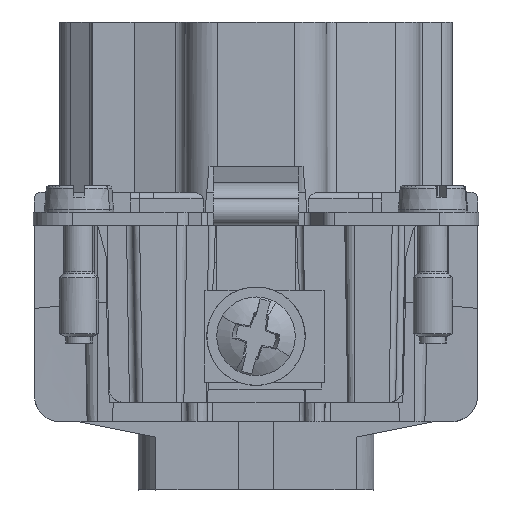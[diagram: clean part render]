
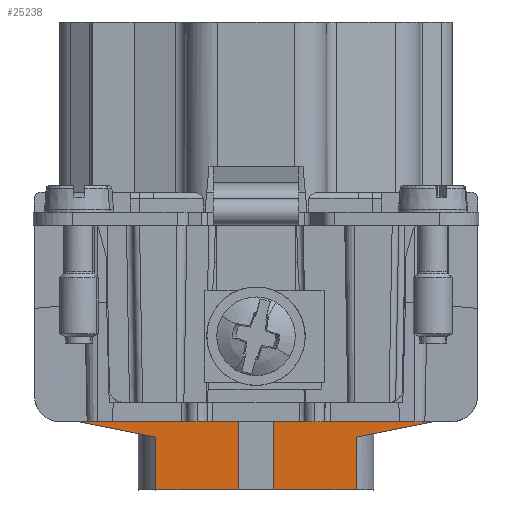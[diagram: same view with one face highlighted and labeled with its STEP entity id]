
A CAD part, front view. The second image highlights one B-rep face of the part: STEP entity #25238.
In plain terms, the highlighted planar face has unit normal (0, -1, 0).
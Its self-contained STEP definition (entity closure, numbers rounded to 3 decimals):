
#25046=AXIS2_PLACEMENT_3D('Plane Axis2P3D',#25043,#25044,#25045) ;
#25057=AXIS2_PLACEMENT_3D('Circle Axis2P3D',#25055,#25056,$) ;
#25085=AXIS2_PLACEMENT_3D('Circle Axis2P3D',#25083,#25084,$) ;
#20734=CARTESIAN_POINT('Vertex',(3.778,15.25,6.2)) ;
#20754=CARTESIAN_POINT('Line Origine',(17.,15.25,6.2)) ;
#20758=CARTESIAN_POINT('Vertex',(30.222,15.25,6.2)) ;
#25043=CARTESIAN_POINT('Axis2P3D Location',(17.,15.25,20.2)) ;
#25048=CARTESIAN_POINT('Line Origine',(3.701,15.25,6.2)) ;
#25052=CARTESIAN_POINT('Vertex',(3.624,15.25,6.2)) ;
#25055=CARTESIAN_POINT('Axis2P3D Location',(3.624,15.25,8.2)) ;
#25059=CARTESIAN_POINT('Vertex',(1.624,15.25,8.2)) ;
#25062=CARTESIAN_POINT('Line Origine',(1.624,15.25,11.75)) ;
#25066=CARTESIAN_POINT('Vertex',(1.624,15.25,15.3)) ;
#25069=CARTESIAN_POINT('Line Origine',(1.062,15.25,15.3)) ;
#25073=CARTESIAN_POINT('Vertex',(0.5,15.25,15.3)) ;
#25076=CARTESIAN_POINT('Line Origine',(0.55,15.25,11.729)) ;
#25080=CARTESIAN_POINT('Vertex',(0.601,15.25,8.158)) ;
#25083=CARTESIAN_POINT('Axis2P3D Location',(3.6,15.25,8.2)) ;
#25087=CARTESIAN_POINT('Vertex',(3.53,15.25,5.201)) ;
#25090=CARTESIAN_POINT('Line Origine',(6.446,15.25,4.616)) ;
#25094=CARTESIAN_POINT('Vertex',(9.362,15.25,4.03)) ;
#25097=CARTESIAN_POINT('Line Origine',(9.362,15.25,2.015)) ;
#25101=CARTESIAN_POINT('Vertex',(9.362,15.25,0.)) ;
#25104=CARTESIAN_POINT('Line Origine',(12.508,15.25,0.)) ;
#25108=CARTESIAN_POINT('Vertex',(15.653,15.25,0.)) ;
#25111=CARTESIAN_POINT('Line Origine',(15.653,15.25,2.618)) ;
#25115=CARTESIAN_POINT('Vertex',(15.653,15.25,5.236)) ;
#25118=CARTESIAN_POINT('Line Origine',(17.,15.25,5.236)) ;
#25122=CARTESIAN_POINT('Vertex',(18.347,15.25,5.236)) ;
#25125=CARTESIAN_POINT('Line Origine',(18.347,15.25,2.618)) ;
#25129=CARTESIAN_POINT('Vertex',(18.347,15.25,0.)) ;
#25132=CARTESIAN_POINT('Line Origine',(21.492,15.25,0.)) ;
#25136=CARTESIAN_POINT('Vertex',(24.638,15.25,0.)) ;
#25139=CARTESIAN_POINT('Line Origine',(24.638,15.25,2.015)) ;
#25143=CARTESIAN_POINT('Vertex',(24.638,15.25,4.03)) ;
#25146=CARTESIAN_POINT('Line Origine',(27.554,15.25,4.616)) ;
#25150=CARTESIAN_POINT('Vertex',(30.47,15.25,5.201)) ;
#25154=CARTESIAN_POINT('Control Point',(30.47,15.25,5.201)) ;
#25155=CARTESIAN_POINT('Control Point',(30.809,15.25,5.209)) ;
#25156=CARTESIAN_POINT('Control Point',(31.147,15.25,5.265)) ;
#25157=CARTESIAN_POINT('Control Point',(31.476,15.25,5.368)) ;
#25158=CARTESIAN_POINT('Control Point',(32.093,15.25,5.666)) ;
#25159=CARTESIAN_POINT('Control Point',(32.604,15.25,6.123)) ;
#25160=CARTESIAN_POINT('Control Point',(32.826,15.25,6.386)) ;
#25161=CARTESIAN_POINT('Control Point',(33.135,15.25,6.884)) ;
#25162=CARTESIAN_POINT('Control Point',(33.317,15.25,7.439)) ;
#25163=CARTESIAN_POINT('Control Point',(33.368,15.25,7.676)) ;
#25164=CARTESIAN_POINT('Control Point',(33.396,15.25,7.917)) ;
#25165=CARTESIAN_POINT('Control Point',(33.399,15.25,8.158)) ;
#25166=CARTESIAN_POINT('Vertex',(33.399,15.25,8.158)) ;
#25169=CARTESIAN_POINT('Line Origine',(33.45,15.25,11.729)) ;
#25173=CARTESIAN_POINT('Vertex',(33.5,15.25,15.3)) ;
#25176=CARTESIAN_POINT('Line Origine',(32.938,15.25,15.3)) ;
#25180=CARTESIAN_POINT('Vertex',(32.376,15.25,15.3)) ;
#25183=CARTESIAN_POINT('Line Origine',(32.376,15.25,11.75)) ;
#25187=CARTESIAN_POINT('Vertex',(32.376,15.25,8.2)) ;
#25191=CARTESIAN_POINT('Control Point',(30.376,15.25,6.2)) ;
#25192=CARTESIAN_POINT('Control Point',(30.584,15.25,6.2)) ;
#25193=CARTESIAN_POINT('Control Point',(30.792,15.25,6.227)) ;
#25194=CARTESIAN_POINT('Control Point',(30.995,15.25,6.281)) ;
#25195=CARTESIAN_POINT('Control Point',(31.382,15.25,6.441)) ;
#25196=CARTESIAN_POINT('Control Point',(31.717,15.25,6.694)) ;
#25197=CARTESIAN_POINT('Control Point',(31.866,15.25,6.842)) ;
#25198=CARTESIAN_POINT('Control Point',(32.123,15.25,7.173)) ;
#25199=CARTESIAN_POINT('Control Point',(32.287,15.25,7.558)) ;
#25200=CARTESIAN_POINT('Control Point',(32.344,15.25,7.761)) ;
#25201=CARTESIAN_POINT('Control Point',(32.374,15.25,7.973)) ;
#25202=CARTESIAN_POINT('Control Point',(32.376,15.25,8.186)) ;
#25203=CARTESIAN_POINT('Control Point',(32.376,15.25,8.19)) ;
#25204=CARTESIAN_POINT('Control Point',(32.376,15.25,8.195)) ;
#25205=CARTESIAN_POINT('Control Point',(32.376,15.25,8.2)) ;
#25206=CARTESIAN_POINT('Vertex',(30.376,15.25,6.2)) ;
#25209=CARTESIAN_POINT('Line Origine',(30.299,15.25,6.2)) ;
#20755=DIRECTION('Vector Direction',(-1.,0.,0.)) ;
#25044=DIRECTION('Axis2P3D Direction',(0.,1.,0.)) ;
#25045=DIRECTION('Axis2P3D XDirection',(1.,0.,0.)) ;
#25049=DIRECTION('Vector Direction',(-1.,0.,0.)) ;
#25056=DIRECTION('Axis2P3D Direction',(0.,1.,0.)) ;
#25063=DIRECTION('Vector Direction',(0.,0.,-1.)) ;
#25070=DIRECTION('Vector Direction',(-1.,0.,0.)) ;
#25077=DIRECTION('Vector Direction',(-0.014,0.,1.)) ;
#25084=DIRECTION('Axis2P3D Direction',(0.,1.,0.)) ;
#25091=DIRECTION('Vector Direction',(-0.98,0.,0.197)) ;
#25098=DIRECTION('Vector Direction',(0.,0.,-1.)) ;
#25105=DIRECTION('Vector Direction',(1.,0.,0.)) ;
#25112=DIRECTION('Vector Direction',(0.,0.,-1.)) ;
#25119=DIRECTION('Vector Direction',(1.,0.,0.)) ;
#25126=DIRECTION('Vector Direction',(0.,0.,-1.)) ;
#25133=DIRECTION('Vector Direction',(1.,0.,0.)) ;
#25140=DIRECTION('Vector Direction',(0.,0.,1.)) ;
#25147=DIRECTION('Vector Direction',(0.98,0.,0.197)) ;
#25170=DIRECTION('Vector Direction',(0.014,0.,1.)) ;
#25177=DIRECTION('Vector Direction',(1.,0.,0.)) ;
#25184=DIRECTION('Vector Direction',(0.,0.,-1.)) ;
#25210=DIRECTION('Vector Direction',(-1.,0.,0.)) ;
#20756=VECTOR('Line Direction',#20755,1.) ;
#25050=VECTOR('Line Direction',#25049,1.) ;
#25064=VECTOR('Line Direction',#25063,1.) ;
#25071=VECTOR('Line Direction',#25070,1.) ;
#25078=VECTOR('Line Direction',#25077,1.) ;
#25092=VECTOR('Line Direction',#25091,1.) ;
#25099=VECTOR('Line Direction',#25098,1.) ;
#25106=VECTOR('Line Direction',#25105,1.) ;
#25113=VECTOR('Line Direction',#25112,1.) ;
#25120=VECTOR('Line Direction',#25119,1.) ;
#25127=VECTOR('Line Direction',#25126,1.) ;
#25134=VECTOR('Line Direction',#25133,1.) ;
#25141=VECTOR('Line Direction',#25140,1.) ;
#25148=VECTOR('Line Direction',#25147,1.) ;
#25171=VECTOR('Line Direction',#25170,1.) ;
#25178=VECTOR('Line Direction',#25177,1.) ;
#25185=VECTOR('Line Direction',#25184,1.) ;
#25211=VECTOR('Line Direction',#25210,1.) ;
#25215=ORIENTED_EDGE('',*,*,#20760,.F.) ;
#25216=ORIENTED_EDGE('',*,*,#25054,.T.) ;
#25217=ORIENTED_EDGE('',*,*,#25061,.F.) ;
#25218=ORIENTED_EDGE('',*,*,#25068,.F.) ;
#25219=ORIENTED_EDGE('',*,*,#25075,.F.) ;
#25220=ORIENTED_EDGE('',*,*,#25082,.F.) ;
#25221=ORIENTED_EDGE('',*,*,#25089,.F.) ;
#25222=ORIENTED_EDGE('',*,*,#25096,.F.) ;
#25223=ORIENTED_EDGE('',*,*,#25103,.T.) ;
#25224=ORIENTED_EDGE('',*,*,#25110,.T.) ;
#25225=ORIENTED_EDGE('',*,*,#25117,.T.) ;
#25226=ORIENTED_EDGE('',*,*,#25124,.F.) ;
#25227=ORIENTED_EDGE('',*,*,#25131,.T.) ;
#25228=ORIENTED_EDGE('',*,*,#25138,.T.) ;
#25229=ORIENTED_EDGE('',*,*,#25145,.T.) ;
#25230=ORIENTED_EDGE('',*,*,#25152,.T.) ;
#25231=ORIENTED_EDGE('',*,*,#25168,.T.) ;
#25232=ORIENTED_EDGE('',*,*,#25175,.T.) ;
#25233=ORIENTED_EDGE('',*,*,#25182,.T.) ;
#25234=ORIENTED_EDGE('',*,*,#25189,.T.) ;
#25235=ORIENTED_EDGE('',*,*,#25208,.T.) ;
#25236=ORIENTED_EDGE('',*,*,#25213,.F.) ;
#25238=ADVANCED_FACE('Hauptk\X2\00F6\X0\rper',(#25237),#25047,.F.) ;
#25153=B_SPLINE_CURVE_WITH_KNOTS('',5,(#25154,#25155,#25156,#25157,#25158,#25159,#25160,#25161,#25162,#25163,#25164,#25165),.UNSPECIFIED.,.F.,.U.,(6,3,3,6),(0.,2.4,4.8,6.505),.UNSPECIFIED.) ;
#25190=B_SPLINE_CURVE_WITH_KNOTS('',5,(#25191,#25192,#25193,#25194,#25195,#25196,#25197,#25198,#25199,#25200,#25201,#25202,#25203,#25204,#25205),.UNSPECIFIED.,.F.,.U.,(6,3,3,3,6),(0.,1.47,2.939,4.409,4.443),.UNSPECIFIED.) ;
#25058=CIRCLE('generated circle',#25057,2.) ;
#25086=CIRCLE('generated circle',#25085,3.) ;
#20760=EDGE_CURVE('',#20735,#20759,#20757,.F.) ;
#25054=EDGE_CURVE('',#20735,#25053,#25051,.T.) ;
#25061=EDGE_CURVE('',#25060,#25053,#25058,.F.) ;
#25068=EDGE_CURVE('',#25067,#25060,#25065,.T.) ;
#25075=EDGE_CURVE('',#25074,#25067,#25072,.F.) ;
#25082=EDGE_CURVE('',#25081,#25074,#25079,.T.) ;
#25089=EDGE_CURVE('',#25088,#25081,#25086,.T.) ;
#25096=EDGE_CURVE('',#25095,#25088,#25093,.T.) ;
#25103=EDGE_CURVE('',#25095,#25102,#25100,.T.) ;
#25110=EDGE_CURVE('',#25102,#25109,#25107,.T.) ;
#25117=EDGE_CURVE('',#25109,#25116,#25114,.F.) ;
#25124=EDGE_CURVE('',#25123,#25116,#25121,.F.) ;
#25131=EDGE_CURVE('',#25123,#25130,#25128,.T.) ;
#25138=EDGE_CURVE('',#25130,#25137,#25135,.T.) ;
#25145=EDGE_CURVE('',#25137,#25144,#25142,.T.) ;
#25152=EDGE_CURVE('',#25144,#25151,#25149,.T.) ;
#25168=EDGE_CURVE('',#25151,#25167,#25153,.T.) ;
#25175=EDGE_CURVE('',#25167,#25174,#25172,.T.) ;
#25182=EDGE_CURVE('',#25174,#25181,#25179,.F.) ;
#25189=EDGE_CURVE('',#25181,#25188,#25186,.T.) ;
#25208=EDGE_CURVE('',#25188,#25207,#25190,.F.) ;
#25213=EDGE_CURVE('',#20759,#25207,#25212,.F.) ;
#25214=EDGE_LOOP('',(#25215,#25216,#25217,#25218,#25219,#25220,#25221,#25222,#25223,#25224,#25225,#25226,#25227,#25228,#25229,#25230,#25231,#25232,#25233,#25234,#25235,#25236)) ;
#25237=FACE_OUTER_BOUND('',#25214,.T.) ;
#20757=LINE('Line',#20754,#20756) ;
#25051=LINE('Line',#25048,#25050) ;
#25065=LINE('Line',#25062,#25064) ;
#25072=LINE('Line',#25069,#25071) ;
#25079=LINE('Line',#25076,#25078) ;
#25093=LINE('Line',#25090,#25092) ;
#25100=LINE('Line',#25097,#25099) ;
#25107=LINE('Line',#25104,#25106) ;
#25114=LINE('Line',#25111,#25113) ;
#25121=LINE('Line',#25118,#25120) ;
#25128=LINE('Line',#25125,#25127) ;
#25135=LINE('Line',#25132,#25134) ;
#25142=LINE('Line',#25139,#25141) ;
#25149=LINE('Line',#25146,#25148) ;
#25172=LINE('Line',#25169,#25171) ;
#25179=LINE('Line',#25176,#25178) ;
#25186=LINE('Line',#25183,#25185) ;
#25212=LINE('Line',#25209,#25211) ;
#25047=PLANE('',#25046) ;
#20735=VERTEX_POINT('',#20734) ;
#20759=VERTEX_POINT('',#20758) ;
#25053=VERTEX_POINT('',#25052) ;
#25060=VERTEX_POINT('',#25059) ;
#25067=VERTEX_POINT('',#25066) ;
#25074=VERTEX_POINT('',#25073) ;
#25081=VERTEX_POINT('',#25080) ;
#25088=VERTEX_POINT('',#25087) ;
#25095=VERTEX_POINT('',#25094) ;
#25102=VERTEX_POINT('',#25101) ;
#25109=VERTEX_POINT('',#25108) ;
#25116=VERTEX_POINT('',#25115) ;
#25123=VERTEX_POINT('',#25122) ;
#25130=VERTEX_POINT('',#25129) ;
#25137=VERTEX_POINT('',#25136) ;
#25144=VERTEX_POINT('',#25143) ;
#25151=VERTEX_POINT('',#25150) ;
#25167=VERTEX_POINT('',#25166) ;
#25174=VERTEX_POINT('',#25173) ;
#25181=VERTEX_POINT('',#25180) ;
#25188=VERTEX_POINT('',#25187) ;
#25207=VERTEX_POINT('',#25206) ;
